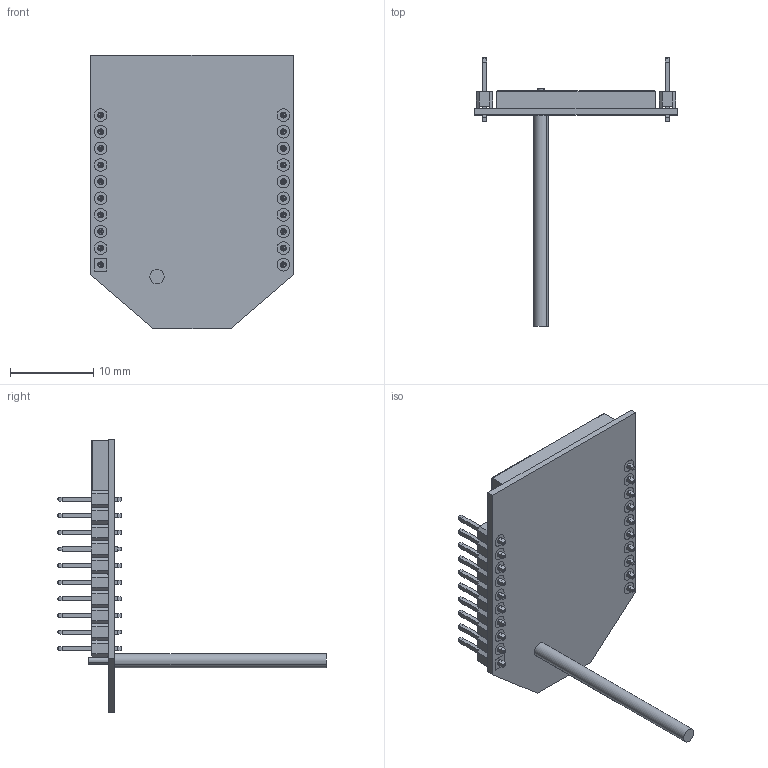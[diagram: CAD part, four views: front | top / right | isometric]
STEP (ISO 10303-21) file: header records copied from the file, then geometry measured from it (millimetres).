
FILE_DESCRIPTION (( 'STEP AP203' ), '1' );
FILE_NAME ('XBPro-whip.STEP', '2011-03-14T22:19:27', ( 'user1' ), ( 'Hewlett-Packard Company' ), 'SwSTEP 2.0', 'SolidWorks 2011', '' );
FILE_SCHEMA (( 'CONFIG_CONTROL_DESIGN' ));
Length unit declared in the file: inch
Products named in the file (6): XBPro-whip; 1001557A; XBPro_shield; 2mmX10_straight; 2mmHeaderPin_straight; XBP24_with_Pads
Assembly tree (15 placements, depth 3):
  XBPro-whip
    XBP24_with_Pads
    2mmX10_straight  x2
      2mmHeaderPin_straight
    1001557A
    XBPro_shield
Bounding box: 24.38 x 32.26 x 32.94 mm (x, y, z)
Volume: 1776.9 mm3; surface area: 3529.6 mm2
Topology: 23 solids, 23 shells, 1149 faces, 2542 edges, 1560 vertices
Faces by surface type: plane 745, cylinder 404
Entity records: 7690 total; most frequent: DIRECTION 1280, CARTESIAN_POINT 1164, ORIENTED_EDGE 1056, EDGE_CURVE 528, AXIS2_PLACEMENT_3D 508, VERTEX_POINT 344, EDGE_LOOP 322, LINE 264
